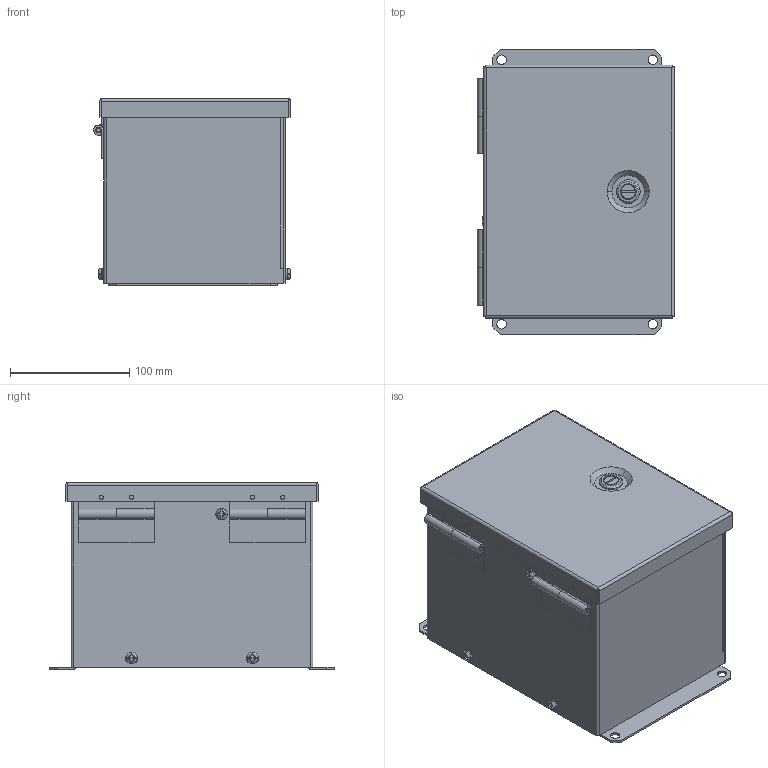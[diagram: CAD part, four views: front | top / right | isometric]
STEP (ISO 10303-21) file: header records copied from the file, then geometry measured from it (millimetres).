
FILE_DESCRIPTION (( 'STEP AP214' ), '1' );
FILE_NAME ('N1WS866.STEP', '2019-07-16T16:43:37', ( '' ), ( '' ), 'SwSTEP 2.0', 'SolidWorks 2018', '' );
FILE_SCHEMA (( 'AUTOMOTIVE_DESIGN' ));
Length unit declared in the file: inch
Products named in the file (1): N1WS866
Bounding box: 165.6 x 239.4 x 156.95 mm (x, y, z)
Volume: 329444.7 mm3; surface area: 430480.7 mm2
Topology: 15 solids, 15 shells, 539 faces, 1361 edges, 876 vertices
Faces by surface type: plane 290, cylinder 196, cone 25, bspline 24, torus 4
Entity records: 24829 total; most frequent: CARTESIAN_POINT 4574, ORIENTED_EDGE 2722, DIRECTION 2712, EDGE_CURVE 1361, AXIS2_PLACEMENT_3D 980, VERTEX_POINT 876, VECTOR 752, LINE 752
